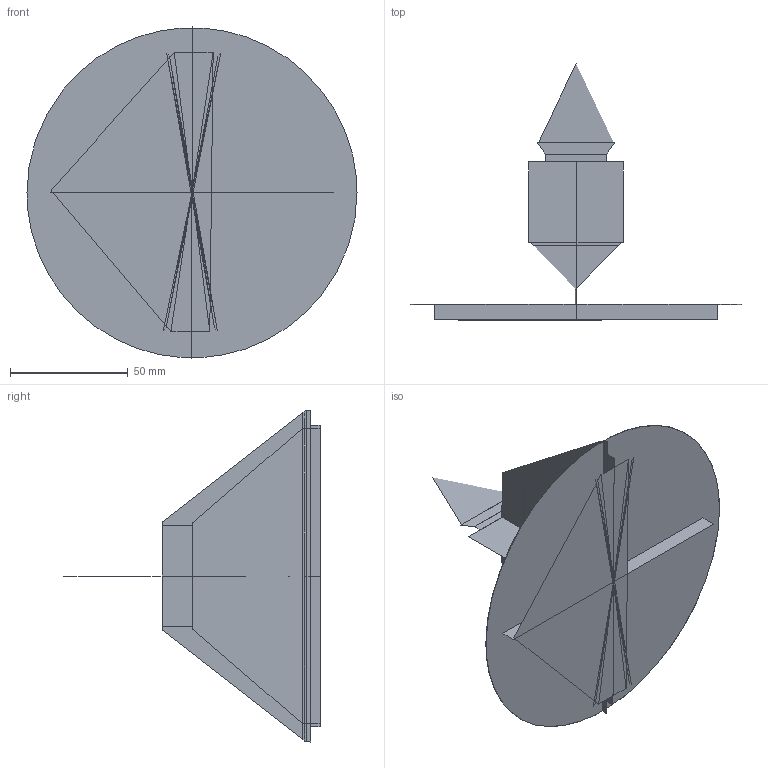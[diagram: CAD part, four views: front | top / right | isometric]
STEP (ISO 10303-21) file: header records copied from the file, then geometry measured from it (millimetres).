
FILE_DESCRIPTION(/* description */ (''),/* implementation_level */ '2;1');
FILE_NAME(/* name */ 'teti',/* time_stamp */ '2016-05-02T19:10:58+02:00',/* author */ (''),/* organization */ (''),/* preprocessor_version */ 'ST-DEVELOPER v15',/* originating_system */ '',/* authorisation */ '');
FILE_SCHEMA (('AUTOMOTIVE_DESIGN'));
Length unit declared in the file: centimetre
Products named in the file (1): Document
Bounding box: 140 x 108.66 x 140.83 mm (x, y, z)
Volume: 64633.7 mm3; surface area: 109614.7 mm2
Topology: 2 solids, 24 shells, 57 faces, 166 edges, 103 vertices
Faces by surface type: bspline 54, plane 3
Entity records: 2261 total; most frequent: CARTESIAN_POINT 1445, ORIENTED_EDGE 209, EDGE_CURVE 143, VERTEX_POINT 95, ADVANCED_FACE 57, FACE_OUTER_BOUND 57, EDGE_LOOP 57, PRESENTATION_LAYER_ASSIGNMENT 35
